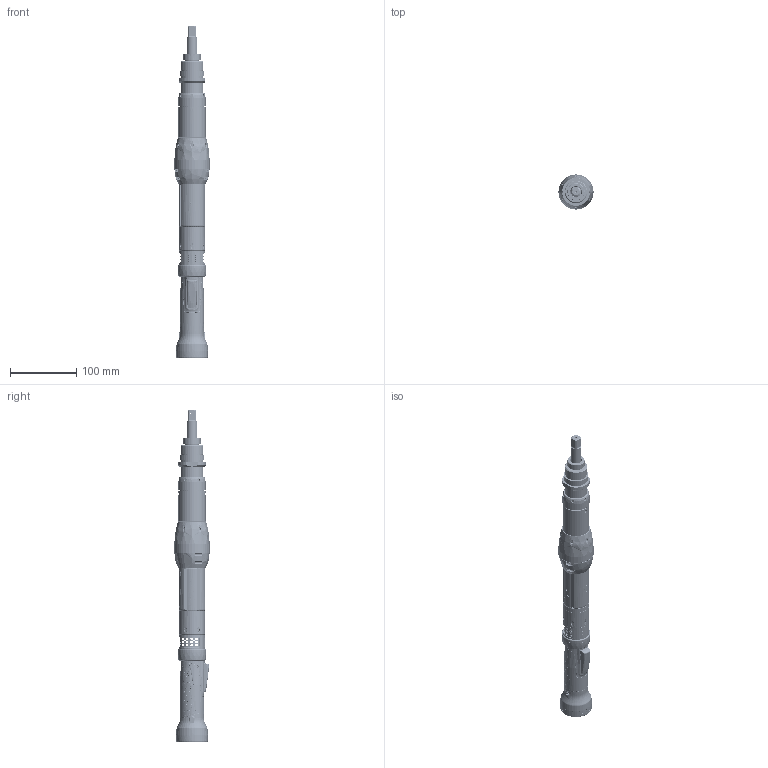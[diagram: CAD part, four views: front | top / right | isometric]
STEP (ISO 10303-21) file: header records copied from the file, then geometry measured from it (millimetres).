
FILE_DESCRIPTION((''),'2;1');
FILE_NAME('8436626051_ASM','2016-11-16T',('toocsr'),(''),'CREO PARAMETRIC BY PTC INC, 2015380','CREO PARAMETRIC BY PTC INC, 2015380','');
FILE_SCHEMA(('CONFIG_CONTROL_DESIGN','GEOMETRIC_VALIDATION_PROPERTIES_MIM'));
Products named in the file (51): 4220502200; 4220435380-MONTERAD_ASM; 4220474480_ASM; 4220474580_ASM; 4220453001; 555600168; 4220526720_ASM; 4220526780_ASM; HALL_SWITCH-MELEXIE-MLX90242; 4220444620_ASM; 4220444680_ASM; 4224412000_ASM; 4220524600; 4220524601; 4220524680_ASM; 4220524500; 4220524501; 4220453000; 4220502203; 4220472380_SPEC1_ASM; 4222011600; 4211524400_SPEC3; 4224411002_ASM; 4220460800; 4220413100; 4220412605; 4220412604; 4220512100; 4220412706_AF0; 4220512180_ASM; 4224411100-MONTERAD_ASM; 4220474000; 4220447600; 4220125604; 4220473985_ASM; 4220473902; 4220453100; 4224411200_ASM; 4220434600; 4220269300 ...
Assembly tree (58 placements, depth 6):
  8436626051_ASM
    4224412000_ASM
      4220474580_ASM
        4220474480_ASM
          4220435380-MONTERAD_ASM
            4220502200  x3
      4220453001
      4220526780_ASM
        4220526720_ASM
          555600168
      4220444680_ASM
        4220444620_ASM
          HALL_SWITCH-MELEXIE-MLX90242
    4220524600
    4220524680_ASM
      4220524601
    4220524500
    4220524501
    4224411002_ASM
      4220453000
      4220472380_SPEC1_ASM
        4220502200
        4220502203  x5
      4222011600
      4211524400_SPEC3
    4220460800
    4224411100-MONTERAD_ASM
      4220413100
      4220412605
      4220412604
      4220512180_ASM
        4220512100
        4220412706_AF0
    4224411200_ASM
      4220473985_ASM
        4220474000
        4220447600
        4220125604  x2
      4220473902
      4220453100
    4220434600
    4220269300
    4224156325_ASM
      4220113500
      4220113700
      4090029600
      4090034100
      4220113800
    4220269400
    4220465604
    4220468300
    4220468301
Bounding box: 53 x 53 x 499.83 mm (x, y, z)
Volume: 216879.8 mm3; surface area: 194316.7 mm2
Topology: 42 solids, 43 shells, 9366 faces, 24886 edges, 16006 vertices
Faces by surface type: plane 4239, bspline 1645, cylinder 1560, extrusion 999, cone 545, torus 299, sphere 54, revolution 25
Entity records: 419771 total; most frequent: CARTESIAN_POINT 156152, ORIENTED_EDGE 45558, DIRECTION 32142, EDGE_CURVE 22783, PRESENTATION_STYLE_ASSIGNMENT 18881, STYLED_ITEM 18542, CURVE_STYLE 17233, VERTEX_POINT 14736
